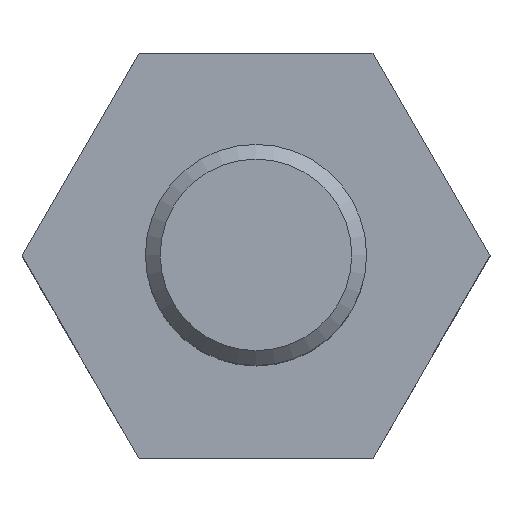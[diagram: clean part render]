
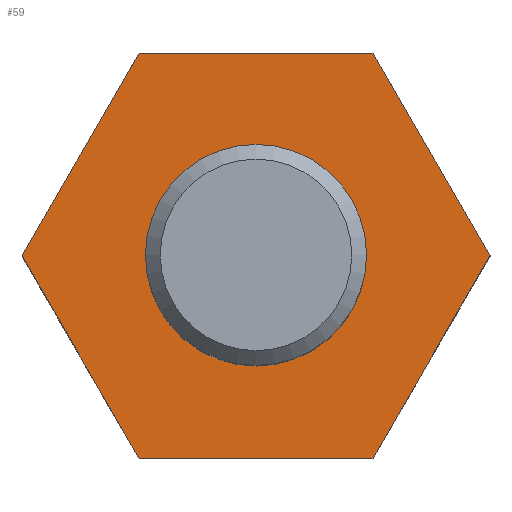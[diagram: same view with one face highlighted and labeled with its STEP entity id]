
A CAD part, top view. The second image highlights one B-rep face of the part: STEP entity #59.
In plain terms, the highlighted planar face has unit normal (0, 0, 1).
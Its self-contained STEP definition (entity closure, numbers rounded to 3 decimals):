
#59 = ADVANCED_FACE( '', ( #134, #135 ), #136, .T. );
#134 = FACE_BOUND( '', #228, .T. );
#135 = FACE_OUTER_BOUND( '', #229, .T. );
#136 = PLANE( '', #230 );
#228 = EDGE_LOOP( '', ( #332 ) );
#229 = EDGE_LOOP( '', ( #333, #334, #335, #336, #337, #338 ) );
#230 = AXIS2_PLACEMENT_3D( '', #339, #340, #341 );
#332 = ORIENTED_EDGE( '', *, *, #499, .T. );
#333 = ORIENTED_EDGE( '', *, *, #486, .T. );
#334 = ORIENTED_EDGE( '', *, *, #500, .T. );
#335 = ORIENTED_EDGE( '', *, *, #501, .T. );
#336 = ORIENTED_EDGE( '', *, *, #502, .T. );
#337 = ORIENTED_EDGE( '', *, *, #503, .T. );
#338 = ORIENTED_EDGE( '', *, *, #504, .T. );
#339 = CARTESIAN_POINT( '', ( 0., 0., 5. ) );
#340 = DIRECTION( '', ( 0., 0., 1. ) );
#341 = DIRECTION( '', ( 1., 0., 0. ) );
#486 = EDGE_CURVE( '', #558, #556, #559, .T. );
#499 = EDGE_CURVE( '', #578, #578, #579, .F. );
#500 = EDGE_CURVE( '', #556, #580, #581, .T. );
#501 = EDGE_CURVE( '', #580, #582, #583, .T. );
#502 = EDGE_CURVE( '', #582, #584, #585, .T. );
#503 = EDGE_CURVE( '', #584, #586, #587, .T. );
#504 = EDGE_CURVE( '', #586, #558, #588, .T. );
#556 = VERTEX_POINT( '', #658 );
#558 = VERTEX_POINT( '', #661 );
#559 = LINE( '', #662, #663 );
#578 = VERTEX_POINT( '', #697 );
#579 = CIRCLE( '', #698, 1.267 );
#580 = VERTEX_POINT( '', #699 );
#581 = LINE( '', #700, #701 );
#582 = VERTEX_POINT( '', #702 );
#583 = LINE( '', #703, #704 );
#584 = VERTEX_POINT( '', #705 );
#585 = LINE( '', #706, #707 );
#586 = VERTEX_POINT( '', #708 );
#587 = LINE( '', #709, #710 );
#588 = LINE( '', #711, #712 );
#658 = CARTESIAN_POINT( '', ( -1.588, 2.75, 5. ) );
#661 = CARTESIAN_POINT( '', ( 1.588, 2.75, 5. ) );
#662 = CARTESIAN_POINT( '', ( 1.588, 2.75, 5. ) );
#663 = VECTOR( '', #832, 1000. );
#697 = CARTESIAN_POINT( '', ( 1.267, 0., 5. ) );
#698 = AXIS2_PLACEMENT_3D( '', #849, #850, #851 );
#699 = CARTESIAN_POINT( '', ( -3.175, 0., 5. ) );
#700 = CARTESIAN_POINT( '', ( -1.588, 2.75, 5. ) );
#701 = VECTOR( '', #852, 1000. );
#702 = CARTESIAN_POINT( '', ( -1.588, -2.75, 5. ) );
#703 = CARTESIAN_POINT( '', ( -3.175, 0., 5. ) );
#704 = VECTOR( '', #853, 1000. );
#705 = CARTESIAN_POINT( '', ( 1.588, -2.75, 5. ) );
#706 = CARTESIAN_POINT( '', ( -1.588, -2.75, 5. ) );
#707 = VECTOR( '', #854, 1000. );
#708 = CARTESIAN_POINT( '', ( 3.175, 0., 5. ) );
#709 = CARTESIAN_POINT( '', ( 1.588, -2.75, 5. ) );
#710 = VECTOR( '', #855, 1000. );
#711 = CARTESIAN_POINT( '', ( 3.175, 0., 5. ) );
#712 = VECTOR( '', #856, 1000. );
#832 = DIRECTION( '', ( -1., 0., 0. ) );
#849 = CARTESIAN_POINT( '', ( 0., 0., 5. ) );
#850 = DIRECTION( '', ( 0., 0., 1. ) );
#851 = DIRECTION( '', ( 1., 0., 0. ) );
#852 = DIRECTION( '', ( -0.5, -0.866, 0. ) );
#853 = DIRECTION( '', ( 0.5, -0.866, 0. ) );
#854 = DIRECTION( '', ( 1., 0., 0. ) );
#855 = DIRECTION( '', ( 0.5, 0.866, 0. ) );
#856 = DIRECTION( '', ( -0.5, 0.866, 0. ) );
